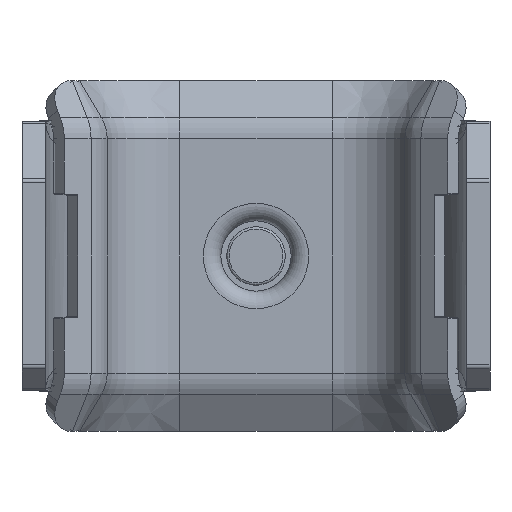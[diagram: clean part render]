
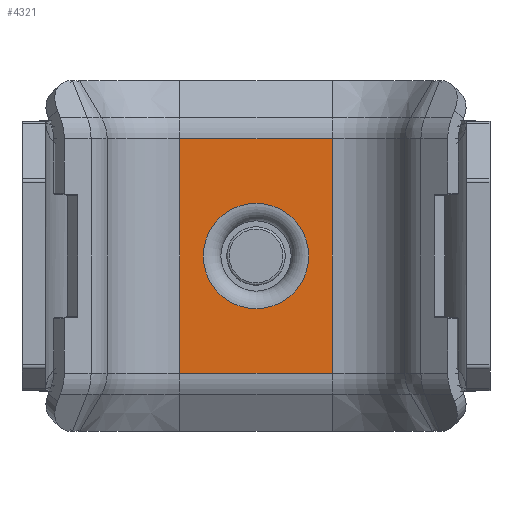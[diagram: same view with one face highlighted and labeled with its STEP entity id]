
A CAD part, front view. The second image highlights one B-rep face of the part: STEP entity #4321.
In plain terms, the highlighted face is planar.
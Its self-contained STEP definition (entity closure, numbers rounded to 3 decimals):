
#96=FACE_BOUND('',#672,.T.);
#220=PLANE('',#4740);
#404=FACE_OUTER_BOUND('',#671,.T.);
#671=EDGE_LOOP('',(#3479,#3480,#3481,#3482));
#672=EDGE_LOOP('',(#3483));
#1045=LINE('',#8844,#1420);
#1046=LINE('',#8846,#1421);
#1047=LINE('',#8848,#1422);
#1048=LINE('',#8849,#1423);
#1420=VECTOR('',#5658,10.);
#1421=VECTOR('',#5659,10.);
#1422=VECTOR('',#5660,10.);
#1423=VECTOR('',#5661,10.);
#1655=CIRCLE('',#4733,4.5);
#2013=VERTEX_POINT('',#8828);
#2018=VERTEX_POINT('',#8842);
#2019=VERTEX_POINT('',#8843);
#2020=VERTEX_POINT('',#8845);
#2021=VERTEX_POINT('',#8847);
#2525=EDGE_CURVE('',#2013,#2013,#1655,.T.);
#2532=EDGE_CURVE('',#2018,#2019,#1045,.T.);
#2533=EDGE_CURVE('',#2019,#2020,#1046,.T.);
#2534=EDGE_CURVE('',#2021,#2020,#1047,.T.);
#2535=EDGE_CURVE('',#2018,#2021,#1048,.T.);
#3479=ORIENTED_EDGE('',*,*,#2532,.T.);
#3480=ORIENTED_EDGE('',*,*,#2533,.T.);
#3481=ORIENTED_EDGE('',*,*,#2534,.F.);
#3482=ORIENTED_EDGE('',*,*,#2535,.F.);
#3483=ORIENTED_EDGE('',*,*,#2525,.F.);
#4321=ADVANCED_FACE('',(#404,#96),#220,.T.);
#4733=AXIS2_PLACEMENT_3D('',#8829,#5641,#5642);
#4740=AXIS2_PLACEMENT_3D('',#8841,#5656,#5657);
#5641=DIRECTION('center_axis',(0.,-0.766,
0.643));
#5642=DIRECTION('ref_axis',(-1.,0.,0.));
#5656=DIRECTION('center_axis',(0.,-0.766,
0.643));
#5657=DIRECTION('ref_axis',(-1.,0.,0.));
#5658=DIRECTION('',(-1.,0.,0.));
#5659=DIRECTION('',(0.,-0.643,-0.766));
#5660=DIRECTION('',(-1.,0.,0.));
#5661=DIRECTION('',(0.,-0.643,-0.766));
#8828=CARTESIAN_POINT('',(-10.5,-6.591,-17.967));
#8829=CARTESIAN_POINT('Origin',(-15.,-6.591,-17.967));
#8841=CARTESIAN_POINT('Origin',(-4.975,-2.413,-12.988));
#8842=CARTESIAN_POINT('',(-4.975,-2.413,-12.988));
#8843=CARTESIAN_POINT('',(-25.025,-2.413,-12.988));
#8844=CARTESIAN_POINT('',(-25.025,-2.413,-12.988));
#8845=CARTESIAN_POINT('',(-25.025,-10.769,-22.946));
#8846=CARTESIAN_POINT('',(-25.025,-2.413,-12.988));
#8847=CARTESIAN_POINT('',(-4.975,-10.769,-22.946));
#8848=CARTESIAN_POINT('',(-25.025,-10.769,-22.946));
#8849=CARTESIAN_POINT('',(-4.975,-2.413,-12.988));
